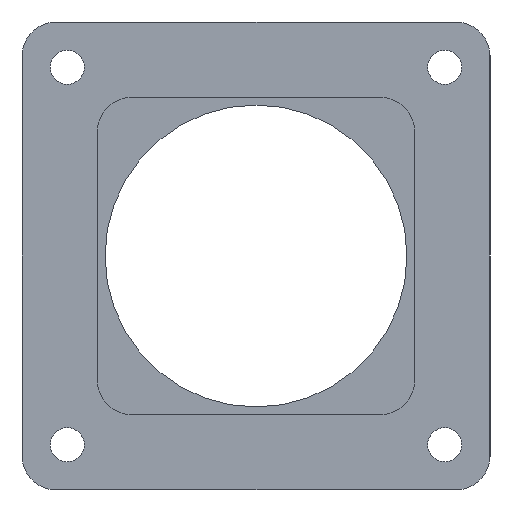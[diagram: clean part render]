
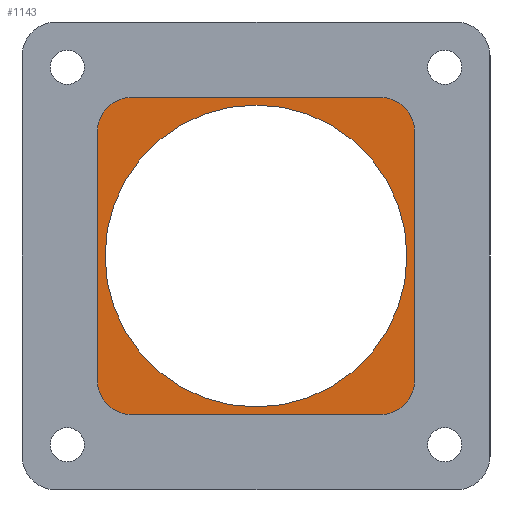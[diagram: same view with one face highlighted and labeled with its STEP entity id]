
A CAD part, left-side view. The second image highlights one B-rep face of the part: STEP entity #1143.
In plain terms, the highlighted planar face has unit normal (-1, 0, 0).
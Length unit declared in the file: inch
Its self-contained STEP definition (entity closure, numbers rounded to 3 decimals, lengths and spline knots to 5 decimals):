
#5 = CARTESIAN_POINT ( 'NONE',  ( -1.75, -1.6245, 1.9375 ) ) ;
#17 = AXIS2_PLACEMENT_3D ( 'NONE', #3964, #2660, #1300 ) ;
#30 = DIRECTION ( 'NONE',  ( 1., 0., 0. ) ) ;
#31 = DIRECTION ( 'NONE',  ( 1., 0., 0. ) ) ;
#66 = CARTESIAN_POINT ( 'NONE',  ( -1.75, 1.5625, -1.5625 ) ) ;
#164 = CARTESIAN_POINT ( 'NONE',  ( -1.75, -1.42187, 1.5625 ) ) ;
#237 = VERTEX_POINT ( 'NONE', #1619 ) ;
#252 = DIRECTION ( 'NONE',  ( 1., 0., 0. ) ) ;
#410 = DIRECTION ( 'NONE',  ( 0., 0., -1. ) ) ;
#481 = VERTEX_POINT ( 'NONE', #164 ) ;
#495 = EDGE_CURVE ( 'NONE', #481, #481, #2651, .T. ) ;
#523 = CIRCLE ( 'NONE', #3799, 1.25 ) ;
#560 = CARTESIAN_POINT ( 'NONE',  ( -1.75, -1.9375, 1.6245 ) ) ;
#592 = AXIS2_PLACEMENT_3D ( 'NONE', #66, #1446, #2905 ) ;
#606 = VERTEX_POINT ( 'NONE', #2517 ) ;
#678 = ORIENTED_EDGE ( 'NONE', *, *, #3078, .F. ) ;
#693 = EDGE_CURVE ( 'NONE', #1180, #1180, #1509, .T. ) ;
#706 = VERTEX_POINT ( 'NONE', #783 ) ;
#713 = LINE ( 'NONE', #1025, #1248 ) ;
#717 = AXIS2_PLACEMENT_3D ( 'NONE', #1384, #3055, #3784 ) ;
#746 = DIRECTION ( 'NONE',  ( -1., 0., 0. ) ) ;
#758 = EDGE_CURVE ( 'NONE', #2524, #3740, #3310, .T. ) ;
#783 = CARTESIAN_POINT ( 'NONE',  ( -1.75, -1.42187, -1.5625 ) ) ;
#799 = CARTESIAN_POINT ( 'NONE',  ( -1.75, 1.9375, 1.6245 ) ) ;
#801 = CIRCLE ( 'NONE', #3254, 0.313 ) ;
#865 = EDGE_CURVE ( 'NONE', #1994, #2524, #1024, .T. ) ;
#903 = ORIENTED_EDGE ( 'NONE', *, *, #2553, .T. ) ;
#940 = VERTEX_POINT ( 'NONE', #3734 ) ;
#1024 = CIRCLE ( 'NONE', #3542, 0.313 ) ;
#1025 = CARTESIAN_POINT ( 'NONE',  ( -1.75, -1.9375, 0. ) ) ;
#1084 = DIRECTION ( 'NONE',  ( 1., 0., 0. ) ) ;
#1143 = ADVANCED_FACE ( 'NONE', ( #2487, #2869, #1152, #3235, #3978, #2622 ), #3691, .F. ) ;
#1152 = FACE_BOUND ( 'NONE', #2602, .T. ) ;
#1180 = VERTEX_POINT ( 'NONE', #3986 ) ;
#1187 = ORIENTED_EDGE ( 'NONE', *, *, #495, .F. ) ;
#1248 = VECTOR ( 'NONE', #410, 39.37008 ) ;
#1300 = DIRECTION ( 'NONE',  ( 0., 1., 0. ) ) ;
#1310 = VERTEX_POINT ( 'NONE', #560 ) ;
#1384 = CARTESIAN_POINT ( 'NONE',  ( -1.75, -1.5625, 1.5625 ) ) ;
#1417 = CARTESIAN_POINT ( 'NONE',  ( -1.75, 1.6245, -1.6245 ) ) ;
#1446 = DIRECTION ( 'NONE',  ( -1., 0., 0. ) ) ;
#1454 = VECTOR ( 'NONE', #1779, 39.37008 ) ;
#1509 = CIRCLE ( 'NONE', #2392, 0.14063 ) ;
#1572 = EDGE_CURVE ( 'NONE', #3313, #606, #2530, .T. ) ;
#1603 = EDGE_CURVE ( 'NONE', #237, #237, #3186, .T. ) ;
#1612 = DIRECTION ( 'NONE',  ( 0., 0., 1. ) ) ;
#1619 = CARTESIAN_POINT ( 'NONE',  ( -1.75, 1.70312, -1.5625 ) ) ;
#1634 = CARTESIAN_POINT ( 'NONE',  ( -1.75, 0., 0. ) ) ;
#1763 = EDGE_CURVE ( 'NONE', #1919, #1310, #801, .T. ) ;
#1767 = DIRECTION ( 'NONE',  ( 0., 0., 1. ) ) ;
#1779 = DIRECTION ( 'NONE',  ( 0., 1., 0. ) ) ;
#1919 = VERTEX_POINT ( 'NONE', #5 ) ;
#1994 = VERTEX_POINT ( 'NONE', #3485 ) ;
#2025 = VECTOR ( 'NONE', #2311, 39.37008 ) ;
#2055 = DIRECTION ( 'NONE',  ( 0., 0., 1. ) ) ;
#2081 = ORIENTED_EDGE ( 'NONE', *, *, #1763, .F. ) ;
#2097 = CARTESIAN_POINT ( 'NONE',  ( -1.75, 1.9375, -1.6245 ) ) ;
#2193 = ORIENTED_EDGE ( 'NONE', *, *, #2511, .F. ) ;
#2259 = DIRECTION ( 'NONE',  ( 0., 1., 0. ) ) ;
#2264 = DIRECTION ( 'NONE',  ( 0., 1., 0. ) ) ;
#2284 = CARTESIAN_POINT ( 'NONE',  ( -1.75, 1.9375, 0. ) ) ;
#2311 = DIRECTION ( 'NONE',  ( 0., -1., 0. ) ) ;
#2362 = ORIENTED_EDGE ( 'NONE', *, *, #1603, .F. ) ;
#2377 = ORIENTED_EDGE ( 'NONE', *, *, #1572, .F. ) ;
#2392 = AXIS2_PLACEMENT_3D ( 'NONE', #3920, #746, #2264 ) ;
#2450 = DIRECTION ( 'NONE',  ( 1., 0., 0. ) ) ;
#2457 = AXIS2_PLACEMENT_3D ( 'NONE', #1634, #252, #2259 ) ;
#2481 = DIRECTION ( 'NONE',  ( 0., 0., 1. ) ) ;
#2484 = EDGE_LOOP ( 'NONE', ( #903 ) ) ;
#2487 = FACE_OUTER_BOUND ( 'NONE', #3320, .T. ) ;
#2511 = EDGE_CURVE ( 'NONE', #1310, #3313, #713, .T. ) ;
#2517 = CARTESIAN_POINT ( 'NONE',  ( -1.75, -1.6245, -1.9375 ) ) ;
#2524 = VERTEX_POINT ( 'NONE', #2097 ) ;
#2530 = CIRCLE ( 'NONE', #2963, 0.313 ) ;
#2553 = EDGE_CURVE ( 'NONE', #940, #940, #523, .T. ) ;
#2598 = CIRCLE ( 'NONE', #3492, 0.313 ) ;
#2602 = EDGE_LOOP ( 'NONE', ( #3728 ) ) ;
#2622 = FACE_BOUND ( 'NONE', #2484, .T. ) ;
#2624 = EDGE_LOOP ( 'NONE', ( #1187 ) ) ;
#2651 = CIRCLE ( 'NONE', #717, 0.14063 ) ;
#2660 = DIRECTION ( 'NONE',  ( -1., 0., 0. ) ) ;
#2666 = EDGE_LOOP ( 'NONE', ( #4164 ) ) ;
#2869 = FACE_BOUND ( 'NONE', #2624, .T. ) ;
#2905 = DIRECTION ( 'NONE',  ( 0., 1., 0. ) ) ;
#2963 = AXIS2_PLACEMENT_3D ( 'NONE', #4192, #31, #2055 ) ;
#3055 = DIRECTION ( 'NONE',  ( -1., 0., 0. ) ) ;
#3078 = EDGE_CURVE ( 'NONE', #3740, #3487, #2598, .T. ) ;
#3186 = CIRCLE ( 'NONE', #592, 0.14063 ) ;
#3230 = ORIENTED_EDGE ( 'NONE', *, *, #3861, .F. ) ;
#3235 = FACE_BOUND ( 'NONE', #4481, .T. ) ;
#3254 = AXIS2_PLACEMENT_3D ( 'NONE', #4190, #1084, #3428 ) ;
#3272 = EDGE_CURVE ( 'NONE', #706, #706, #3843, .T. ) ;
#3310 = LINE ( 'NONE', #2284, #4261 ) ;
#3313 = VERTEX_POINT ( 'NONE', #3392 ) ;
#3320 = EDGE_LOOP ( 'NONE', ( #2081, #3230, #678, #3656, #3729, #3554, #2377, #2193 ) ) ;
#3392 = CARTESIAN_POINT ( 'NONE',  ( -1.75, -1.9375, -1.6245 ) ) ;
#3427 = DIRECTION ( 'NONE',  ( 1., 0., 0. ) ) ;
#3428 = DIRECTION ( 'NONE',  ( 0., 0., 1. ) ) ;
#3464 = EDGE_CURVE ( 'NONE', #606, #1994, #3916, .T. ) ;
#3485 = CARTESIAN_POINT ( 'NONE',  ( -1.75, 1.6245, -1.9375 ) ) ;
#3487 = VERTEX_POINT ( 'NONE', #3525 ) ;
#3492 = AXIS2_PLACEMENT_3D ( 'NONE', #3829, #3427, #1767 ) ;
#3525 = CARTESIAN_POINT ( 'NONE',  ( -1.75, 1.6245, 1.9375 ) ) ;
#3542 = AXIS2_PLACEMENT_3D ( 'NONE', #1417, #2450, #3800 ) ;
#3554 = ORIENTED_EDGE ( 'NONE', *, *, #3464, .F. ) ;
#3562 = CARTESIAN_POINT ( 'NONE',  ( -1.75, 0., -1.9375 ) ) ;
#3656 = ORIENTED_EDGE ( 'NONE', *, *, #758, .F. ) ;
#3691 = PLANE ( 'NONE',  #2457 ) ;
#3728 = ORIENTED_EDGE ( 'NONE', *, *, #693, .F. ) ;
#3729 = ORIENTED_EDGE ( 'NONE', *, *, #865, .F. ) ;
#3734 = CARTESIAN_POINT ( 'NONE',  ( -1.75, 0., 1.25 ) ) ;
#3740 = VERTEX_POINT ( 'NONE', #799 ) ;
#3784 = DIRECTION ( 'NONE',  ( 0., 1., 0. ) ) ;
#3799 = AXIS2_PLACEMENT_3D ( 'NONE', #3867, #30, #2481 ) ;
#3800 = DIRECTION ( 'NONE',  ( 0., 0., 1. ) ) ;
#3829 = CARTESIAN_POINT ( 'NONE',  ( -1.75, 1.6245, 1.6245 ) ) ;
#3843 = CIRCLE ( 'NONE', #17, 0.14063 ) ;
#3861 = EDGE_CURVE ( 'NONE', #3487, #1919, #4428, .T. ) ;
#3867 = CARTESIAN_POINT ( 'NONE',  ( -1.75, 0., 0. ) ) ;
#3916 = LINE ( 'NONE', #3562, #1454 ) ;
#3920 = CARTESIAN_POINT ( 'NONE',  ( -1.75, 1.5625, 1.5625 ) ) ;
#3964 = CARTESIAN_POINT ( 'NONE',  ( -1.75, -1.5625, -1.5625 ) ) ;
#3978 = FACE_BOUND ( 'NONE', #2666, .T. ) ;
#3986 = CARTESIAN_POINT ( 'NONE',  ( -1.75, 1.70312, 1.5625 ) ) ;
#4004 = CARTESIAN_POINT ( 'NONE',  ( -1.75, 0., 1.9375 ) ) ;
#4164 = ORIENTED_EDGE ( 'NONE', *, *, #3272, .F. ) ;
#4190 = CARTESIAN_POINT ( 'NONE',  ( -1.75, -1.6245, 1.6245 ) ) ;
#4192 = CARTESIAN_POINT ( 'NONE',  ( -1.75, -1.6245, -1.6245 ) ) ;
#4261 = VECTOR ( 'NONE', #1612, 39.37008 ) ;
#4428 = LINE ( 'NONE', #4004, #2025 ) ;
#4481 = EDGE_LOOP ( 'NONE', ( #2362 ) ) ;
